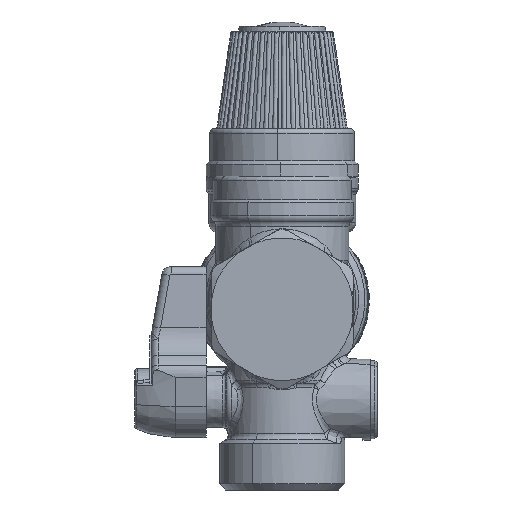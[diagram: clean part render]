
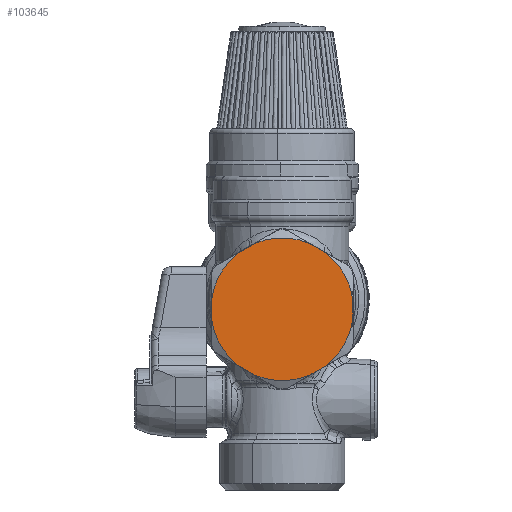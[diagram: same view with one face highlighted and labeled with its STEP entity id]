
A CAD part, front view. The second image highlights one B-rep face of the part: STEP entity #103645.
In plain terms, the highlighted planar face has unit normal (0, -1, 0).
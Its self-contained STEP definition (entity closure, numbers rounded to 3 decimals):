
#100990=CARTESIAN_POINT('Vertex',(5.819,-76.5,11.826)) ;
#100994=CARTESIAN_POINT('Control Point',(9.064,-76.5,9.952)) ;
#100995=CARTESIAN_POINT('Control Point',(7.969,-76.5,10.587)) ;
#100996=CARTESIAN_POINT('Control Point',(6.916,-76.5,11.195)) ;
#100997=CARTESIAN_POINT('Control Point',(5.819,-76.5,11.826)) ;
#100998=CARTESIAN_POINT('Vertex',(9.064,-76.5,9.952)) ;
#101019=CARTESIAN_POINT('Axis2P3D Location',(0.,-76.5,-2.)) ;
#101023=CARTESIAN_POINT('Vertex',(14.883,-76.5,-0.126)) ;
#101111=CARTESIAN_POINT('Axis2P3D Location',(0.,-76.5,-2.)) ;
#101115=CARTESIAN_POINT('Vertex',(-5.819,-76.5,11.826)) ;
#101206=CARTESIAN_POINT('Vertex',(-9.064,-76.5,9.952)) ;
#101210=CARTESIAN_POINT('Control Point',(-9.064,-76.5,9.952)) ;
#101211=CARTESIAN_POINT('Control Point',(-8.424,-76.5,10.323)) ;
#101212=CARTESIAN_POINT('Control Point',(-7.798,-76.5,10.685)) ;
#101213=CARTESIAN_POINT('Control Point',(-7.168,-76.5,11.048)) ;
#101214=CARTESIAN_POINT('Vertex',(-7.168,-76.5,11.048)) ;
#101268=CARTESIAN_POINT('Control Point',(-5.819,-76.5,11.826)) ;
#101269=CARTESIAN_POINT('Control Point',(-6.274,-76.5,11.564)) ;
#101270=CARTESIAN_POINT('Control Point',(-6.722,-76.5,11.306)) ;
#101271=CARTESIAN_POINT('Control Point',(-7.168,-76.5,11.048)) ;
#101327=CARTESIAN_POINT('Axis2P3D Location',(0.,-76.5,-2.)) ;
#101331=CARTESIAN_POINT('Vertex',(-14.883,-76.5,-0.126)) ;
#101453=CARTESIAN_POINT('Control Point',(14.883,-76.5,-3.874)) ;
#101454=CARTESIAN_POINT('Control Point',(14.885,-76.5,-2.608)) ;
#101455=CARTESIAN_POINT('Control Point',(14.885,-76.5,-1.392)) ;
#101456=CARTESIAN_POINT('Control Point',(14.883,-76.5,-0.126)) ;
#101457=CARTESIAN_POINT('Vertex',(14.883,-76.5,-3.874)) ;
#101473=CARTESIAN_POINT('Axis2P3D Location',(0.,-76.5,-2.)) ;
#101477=CARTESIAN_POINT('Vertex',(9.064,-76.5,-13.952)) ;
#101629=CARTESIAN_POINT('Control Point',(9.064,-76.5,-13.952)) ;
#101630=CARTESIAN_POINT('Control Point',(8.423,-76.5,-14.323)) ;
#101631=CARTESIAN_POINT('Control Point',(7.797,-76.5,-14.686)) ;
#101632=CARTESIAN_POINT('Control Point',(7.168,-76.5,-15.048)) ;
#101633=CARTESIAN_POINT('Vertex',(7.168,-76.5,-15.048)) ;
#101687=CARTESIAN_POINT('Control Point',(5.819,-76.5,-15.826)) ;
#101688=CARTESIAN_POINT('Control Point',(6.274,-76.5,-15.564)) ;
#101689=CARTESIAN_POINT('Control Point',(6.721,-76.5,-15.306)) ;
#101690=CARTESIAN_POINT('Control Point',(7.168,-76.5,-15.048)) ;
#101691=CARTESIAN_POINT('Vertex',(5.819,-76.5,-15.826)) ;
#101707=CARTESIAN_POINT('Axis2P3D Location',(0.,-76.5,-2.)) ;
#101711=CARTESIAN_POINT('Vertex',(-5.819,-76.5,-15.826)) ;
#101925=CARTESIAN_POINT('Control Point',(-9.064,-76.5,-13.952)) ;
#101926=CARTESIAN_POINT('Control Point',(-7.969,-76.5,-14.587)) ;
#101927=CARTESIAN_POINT('Control Point',(-6.916,-76.5,-15.195)) ;
#101928=CARTESIAN_POINT('Control Point',(-5.819,-76.5,-15.826)) ;
#101929=CARTESIAN_POINT('Vertex',(-9.064,-76.5,-13.952)) ;
#101945=CARTESIAN_POINT('Axis2P3D Location',(0.,-76.5,-2.)) ;
#101949=CARTESIAN_POINT('Vertex',(-14.883,-76.5,-3.874)) ;
#102124=CARTESIAN_POINT('Control Point',(-14.883,-76.5,-0.126)) ;
#102125=CARTESIAN_POINT('Control Point',(-14.885,-76.5,-1.392)) ;
#102126=CARTESIAN_POINT('Control Point',(-14.885,-76.5,-2.608)) ;
#102127=CARTESIAN_POINT('Control Point',(-14.883,-76.5,-3.874)) ;
#103624=CARTESIAN_POINT('Axis2P3D Location',(0.,-76.5,-2.)) ;
#101020=DIRECTION('Axis2P3D Direction',(-0.,1.,0.)) ;
#101112=DIRECTION('Axis2P3D Direction',(-0.,1.,0.)) ;
#101328=DIRECTION('Axis2P3D Direction',(-0.,1.,0.)) ;
#101474=DIRECTION('Axis2P3D Direction',(-0.,1.,0.)) ;
#101708=DIRECTION('Axis2P3D Direction',(-0.,1.,0.)) ;
#101946=DIRECTION('Axis2P3D Direction',(-0.,1.,0.)) ;
#103625=DIRECTION('Axis2P3D Direction',(0.,-1.,0.)) ;
#103626=DIRECTION('Axis2P3D XDirection',(0.,0.,1.)) ;
#101021=AXIS2_PLACEMENT_3D('Circle Axis2P3D',#101019,#101020,$) ;
#101113=AXIS2_PLACEMENT_3D('Circle Axis2P3D',#101111,#101112,$) ;
#101329=AXIS2_PLACEMENT_3D('Circle Axis2P3D',#101327,#101328,$) ;
#101475=AXIS2_PLACEMENT_3D('Circle Axis2P3D',#101473,#101474,$) ;
#101709=AXIS2_PLACEMENT_3D('Circle Axis2P3D',#101707,#101708,$) ;
#101947=AXIS2_PLACEMENT_3D('Circle Axis2P3D',#101945,#101946,$) ;
#103627=AXIS2_PLACEMENT_3D('Plane Axis2P3D',#103624,#103625,#103626) ;
#103630=ORIENTED_EDGE('',*,*,#101479,.T.) ;
#103631=ORIENTED_EDGE('',*,*,#101459,.T.) ;
#103632=ORIENTED_EDGE('',*,*,#101025,.T.) ;
#103633=ORIENTED_EDGE('',*,*,#101000,.T.) ;
#103634=ORIENTED_EDGE('',*,*,#101117,.T.) ;
#103635=ORIENTED_EDGE('',*,*,#101272,.T.) ;
#103636=ORIENTED_EDGE('',*,*,#101216,.F.) ;
#103637=ORIENTED_EDGE('',*,*,#101333,.T.) ;
#103638=ORIENTED_EDGE('',*,*,#102128,.T.) ;
#103639=ORIENTED_EDGE('',*,*,#101951,.T.) ;
#103640=ORIENTED_EDGE('',*,*,#101931,.T.) ;
#103641=ORIENTED_EDGE('',*,*,#101713,.T.) ;
#103642=ORIENTED_EDGE('',*,*,#101693,.T.) ;
#103643=ORIENTED_EDGE('',*,*,#101635,.F.) ;
#103645=ADVANCED_FACE('PartBody',(#103644),#103628,.T.) ;
#100993=B_SPLINE_CURVE_WITH_KNOTS('',3,(#100994,#100995,#100996,#100997),.UNSPECIFIED.,.F.,.U.,(4,4),(36.151,64.49),.UNSPECIFIED.) ;
#101209=B_SPLINE_CURVE_WITH_KNOTS('',3,(#101210,#101211,#101212,#101213),.UNSPECIFIED.,.F.,.U.,(4,4),(36.186,52.72),.UNSPECIFIED.) ;
#101267=B_SPLINE_CURVE_WITH_KNOTS('',3,(#101268,#101269,#101270,#101271),.UNSPECIFIED.,.F.,.U.,(4,4),(17.012,28.729),.UNSPECIFIED.) ;
#101452=B_SPLINE_CURVE_WITH_KNOTS('',3,(#101453,#101454,#101455,#101456),.UNSPECIFIED.,.F.,.U.,(4,4),(36.151,64.49),.UNSPECIFIED.) ;
#101628=B_SPLINE_CURVE_WITH_KNOTS('',3,(#101629,#101630,#101631,#101632),.UNSPECIFIED.,.F.,.U.,(4,4),(36.144,52.712),.UNSPECIFIED.) ;
#101686=B_SPLINE_CURVE_WITH_KNOTS('',3,(#101687,#101688,#101689,#101690),.UNSPECIFIED.,.F.,.U.,(4,4),(17.059,28.821),.UNSPECIFIED.) ;
#101924=B_SPLINE_CURVE_WITH_KNOTS('',3,(#101925,#101926,#101927,#101928),.UNSPECIFIED.,.F.,.U.,(4,4),(36.151,64.49),.UNSPECIFIED.) ;
#102123=B_SPLINE_CURVE_WITH_KNOTS('',3,(#102124,#102125,#102126,#102127),.UNSPECIFIED.,.F.,.U.,(4,4),(36.151,64.49),.UNSPECIFIED.) ;
#101022=CIRCLE('generated circle',#101021,15.) ;
#101114=CIRCLE('generated circle',#101113,15.) ;
#101330=CIRCLE('generated circle',#101329,15.) ;
#101476=CIRCLE('generated circle',#101475,15.) ;
#101710=CIRCLE('generated circle',#101709,15.) ;
#101948=CIRCLE('generated circle',#101947,15.) ;
#101000=EDGE_CURVE('',#100999,#100991,#100993,.T.) ;
#101025=EDGE_CURVE('',#101024,#100999,#101022,.F.) ;
#101117=EDGE_CURVE('',#100991,#101116,#101114,.F.) ;
#101216=EDGE_CURVE('',#101207,#101215,#101209,.T.) ;
#101272=EDGE_CURVE('',#101116,#101215,#101267,.T.) ;
#101333=EDGE_CURVE('',#101207,#101332,#101330,.F.) ;
#101459=EDGE_CURVE('',#101458,#101024,#101452,.T.) ;
#101479=EDGE_CURVE('',#101478,#101458,#101476,.F.) ;
#101635=EDGE_CURVE('',#101478,#101634,#101628,.T.) ;
#101693=EDGE_CURVE('',#101692,#101634,#101686,.T.) ;
#101713=EDGE_CURVE('',#101712,#101692,#101710,.F.) ;
#101931=EDGE_CURVE('',#101930,#101712,#101924,.T.) ;
#101951=EDGE_CURVE('',#101950,#101930,#101948,.F.) ;
#102128=EDGE_CURVE('',#101332,#101950,#102123,.T.) ;
#103629=EDGE_LOOP('',(#103630,#103631,#103632,#103633,#103634,#103635,#103636,#103637,#103638,#103639,#103640,#103641,#103642,#103643)) ;
#103644=FACE_OUTER_BOUND('',#103629,.T.) ;
#103628=PLANE('',#103627) ;
#100991=VERTEX_POINT('',#100990) ;
#100999=VERTEX_POINT('',#100998) ;
#101024=VERTEX_POINT('',#101023) ;
#101116=VERTEX_POINT('',#101115) ;
#101207=VERTEX_POINT('',#101206) ;
#101215=VERTEX_POINT('',#101214) ;
#101332=VERTEX_POINT('',#101331) ;
#101458=VERTEX_POINT('',#101457) ;
#101478=VERTEX_POINT('',#101477) ;
#101634=VERTEX_POINT('',#101633) ;
#101692=VERTEX_POINT('',#101691) ;
#101712=VERTEX_POINT('',#101711) ;
#101930=VERTEX_POINT('',#101929) ;
#101950=VERTEX_POINT('',#101949) ;
